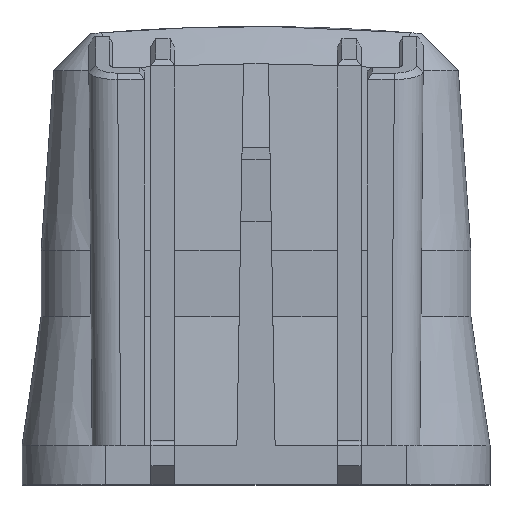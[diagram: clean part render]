
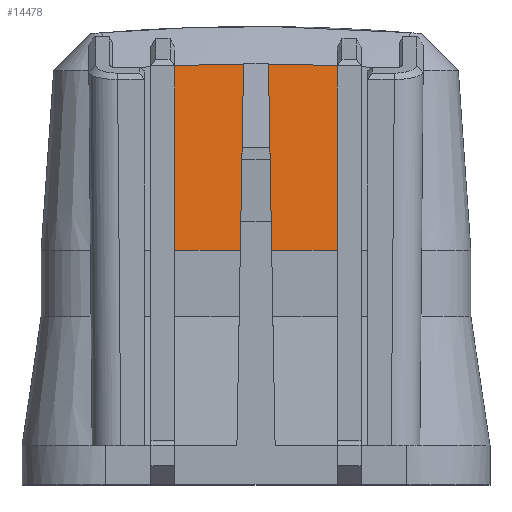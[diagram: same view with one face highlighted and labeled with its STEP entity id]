
A CAD part, top view. The second image highlights one B-rep face of the part: STEP entity #14478.
In plain terms, the highlighted planar face has unit normal (0, 0.07, 0.998).
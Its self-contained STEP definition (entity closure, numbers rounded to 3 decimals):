
#4257=DIRECTION('',(0.,0.998,-0.07));
#4258=VECTOR('',#4257,19.405);
#4259=CARTESIAN_POINT('',(8.5,1.052,12.));
#4260=LINE('',#4259,#4258);
#4261=DIRECTION('',(-1.,0.,0.));
#4262=VECTOR('',#4261,6.857);
#4263=CARTESIAN_POINT('',(8.5,1.052,12.));
#4264=LINE('',#4263,#4262);
#4265=DIRECTION('',(-0.017,0.997,-0.07));
#4266=VECTOR('',#4265,5.784);
#4267=CARTESIAN_POINT('',(1.643,1.052,12.));
#4268=LINE('',#4267,#4266);
#4269=DIRECTION('',(1.,0.,0.));
#4270=VECTOR('',#4269,3.085);
#4271=CARTESIAN_POINT('',(-1.542,6.822,11.597));
#4272=LINE('',#4271,#4270);
#4273=DIRECTION('',(0.017,0.997,-0.07));
#4274=VECTOR('',#4273,5.784);
#4275=CARTESIAN_POINT('',(-1.643,1.052,12.));
#4276=LINE('',#4275,#4274);
#4277=DIRECTION('',(-1.,0.,0.));
#4278=VECTOR('',#4277,6.857);
#4279=CARTESIAN_POINT('',(-1.643,1.052,12.));
#4280=LINE('',#4279,#4278);
#4281=DIRECTION('',(0.,0.998,-0.07));
#4282=VECTOR('',#4281,19.405);
#4283=CARTESIAN_POINT('',(-8.5,1.052,12.));
#4284=LINE('',#4283,#4282);
#4285=CARTESIAN_POINT('',(8.5,20.41,10.646));
#4286=CARTESIAN_POINT('',(7.436,20.456,10.643));
#4287=CARTESIAN_POINT('',(2.834,20.617,10.632));
#4288=CARTESIAN_POINT('',(-2.837,20.617,10.632));
#4289=CARTESIAN_POINT('',(-7.438,20.456,10.643));
#4290=CARTESIAN_POINT('',(-8.5,20.41,10.646));
#7039=CARTESIAN_POINT('',(-8.5,1.052,12.));
#7041=VERTEX_POINT('',#7039);
#7046=CARTESIAN_POINT('',(-8.5,20.41,10.646));
#7047=VERTEX_POINT('',#7046);
#7055=CARTESIAN_POINT('',(8.5,1.052,12.));
#7057=VERTEX_POINT('',#7055);
#7060=CARTESIAN_POINT('',(8.5,20.41,10.646));
#7061=VERTEX_POINT('',#7060);
#7241=CARTESIAN_POINT('',(-1.643,1.052,12.));
#7242=VERTEX_POINT('',#7241);
#7243=CARTESIAN_POINT('',(1.643,1.052,12.));
#7244=VERTEX_POINT('',#7243);
#7249=CARTESIAN_POINT('',(-1.542,6.822,11.597));
#7250=VERTEX_POINT('',#7249);
#7251=CARTESIAN_POINT('',(1.542,6.822,11.597));
#7252=VERTEX_POINT('',#7251);
#14460=CARTESIAN_POINT('',(15.8,1.052,12.));
#14461=DIRECTION('',(0.,0.07,0.998));
#14462=DIRECTION('',(0.,0.998,-0.07));
#14463=AXIS2_PLACEMENT_3D('',#14460,#14461,#14462);
#14464=PLANE('',#14463);
#14465=ORIENTED_EDGE('',*,*,#14305,.F.);
#14466=ORIENTED_EDGE('',*,*,#14429,.T.);
#14468=ORIENTED_EDGE('',*,*,#14467,.T.);
#14470=ORIENTED_EDGE('',*,*,#14469,.F.);
#14472=ORIENTED_EDGE('',*,*,#14471,.F.);
#14473=ORIENTED_EDGE('',*,*,#14384,.T.);
#14474=ORIENTED_EDGE('',*,*,#14141,.T.);
#14475=ORIENTED_EDGE('',*,*,#14118,.F.);
#14476=EDGE_LOOP('',(#14465,#14466,#14468,#14470,#14472,#14473,#14474,#14475));
#14477=FACE_OUTER_BOUND('',#14476,.F.);
#14478=ADVANCED_FACE('',(#14477),#14464,.T.);
#4291=B_SPLINE_CURVE_WITH_KNOTS('',3,(#4285,#4286,#4287,#4288,#4289,#4290),
.UNSPECIFIED.,.F.,.F.,(4,1,1,4),(0.,0.188,0.812,1.),
.UNSPECIFIED.);
#14118=EDGE_CURVE('',#7061,#7047,#4291,.T.);
#14141=EDGE_CURVE('',#7041,#7047,#4284,.T.);
#14305=EDGE_CURVE('',#7057,#7061,#4260,.T.);
#14384=EDGE_CURVE('',#7242,#7041,#4280,.T.);
#14429=EDGE_CURVE('',#7057,#7244,#4264,.T.);
#14467=EDGE_CURVE('',#7244,#7252,#4268,.T.);
#14469=EDGE_CURVE('',#7250,#7252,#4272,.T.);
#14471=EDGE_CURVE('',#7242,#7250,#4276,.T.);
